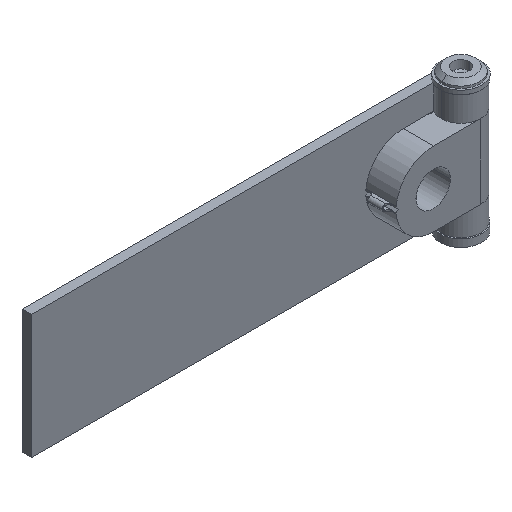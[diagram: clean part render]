
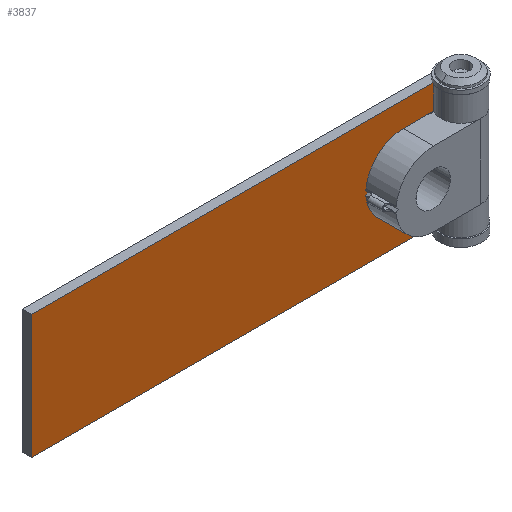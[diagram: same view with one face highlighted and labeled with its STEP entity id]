
A CAD part, isometric view. The second image highlights one B-rep face of the part: STEP entity #3837.
In plain terms, the highlighted planar face has unit normal (0, -1, 0).
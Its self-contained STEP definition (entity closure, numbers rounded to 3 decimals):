
#20 = CIRCLE ( 'NONE', #312, 7.3 ) ;
#34 = CIRCLE ( 'NONE', #3350, 7.3 ) ;
#123 = VECTOR ( 'NONE', #2539, 1000. ) ;
#312 = AXIS2_PLACEMENT_3D ( 'NONE', #1535, #1539, #1540 ) ;
#455 = VECTOR ( 'NONE', #3141, 1000. ) ;
#464 = VECTOR ( 'NONE', #3132, 1000. ) ;
#475 = VECTOR ( 'NONE', #3144, 1000. ) ;
#476 = VECTOR ( 'NONE', #3089, 1000. ) ;
#480 = VECTOR ( 'NONE', #3147, 1000. ) ;
#481 = VECTOR ( 'NONE', #3156, 1000. ) ;
#482 = VECTOR ( 'NONE', #3153, 1000. ) ;
#483 = VECTOR ( 'NONE', #3150, 1000. ) ;
#554 = EDGE_CURVE ( 'NONE', #836, #833, #2537, .T. ) ;
#677 = EDGE_LOOP ( 'NONE', ( #3706, #3705, #3684, #3701, #3716, #3714, #3647, #3648, #3649, #3646, #2242 ) ) ;
#808 = VERTEX_POINT ( 'NONE', #2880 ) ;
#809 = VERTEX_POINT ( 'NONE', #2881 ) ;
#833 = VERTEX_POINT ( 'NONE', #2905 ) ;
#836 = VERTEX_POINT ( 'NONE', #2908 ) ;
#844 = VERTEX_POINT ( 'NONE', #2916 ) ;
#845 = VERTEX_POINT ( 'NONE', #2917 ) ;
#846 = VERTEX_POINT ( 'NONE', #2918 ) ;
#852 = VERTEX_POINT ( 'NONE', #2924 ) ;
#853 = VERTEX_POINT ( 'NONE', #2925 ) ;
#854 = VERTEX_POINT ( 'NONE', #2926 ) ;
#855 = VERTEX_POINT ( 'NONE', #2927 ) ;
#1238 = EDGE_CURVE ( 'NONE', #845, #844, #3087, .T. ) ;
#1252 = EDGE_CURVE ( 'NONE', #855, #846, #3130, .T. ) ;
#1255 = EDGE_CURVE ( 'NONE', #854, #844, #3139, .T. ) ;
#1256 = EDGE_CURVE ( 'NONE', #808, #854, #3142, .T. ) ;
#1257 = EDGE_CURVE ( 'NONE', #855, #845, #3145, .T. ) ;
#1258 = EDGE_CURVE ( 'NONE', #846, #833, #3148, .T. ) ;
#1259 = EDGE_CURVE ( 'NONE', #836, #853, #3151, .T. ) ;
#1260 = EDGE_CURVE ( 'NONE', #853, #852, #3154, .T. ) ;
#1535 = CARTESIAN_POINT ( 'NONE',  ( -11.5, 2.5, 0. ) ) ;
#1539 = DIRECTION ( 'NONE',  ( 0., 1., 0. ) ) ;
#1540 = DIRECTION ( 'NONE',  ( 0., 0., 1. ) ) ;
#1666 = CARTESIAN_POINT ( 'NONE',  ( -11.5, 2.5, 0. ) ) ;
#1679 = DIRECTION ( 'NONE',  ( 0., 1., 0. ) ) ;
#1680 = DIRECTION ( 'NONE',  ( 0., 0., 1. ) ) ;
#1858 = PLANE ( 'NONE',  #3413 ) ;
#1865 = CARTESIAN_POINT ( 'NONE',  ( -101.5, 2.5, 15. ) ) ;
#1866 = DIRECTION ( 'NONE',  ( 0., 1., 0. ) ) ;
#1867 = DIRECTION ( 'NONE',  ( 0., 0., 1. ) ) ;
#2242 = ORIENTED_EDGE ( 'NONE', *, *, #3637, .T. ) ;
#2537 = LINE ( 'NONE', #2538, #123 ) ;
#2538 = CARTESIAN_POINT ( 'NONE',  ( 0., 2.5, 15. ) ) ;
#2539 = DIRECTION ( 'NONE',  ( 0., 0., -1. ) ) ;
#2880 = CARTESIAN_POINT ( 'NONE',  ( -13.023, 2.5, 7.139 ) ) ;
#2881 = CARTESIAN_POINT ( 'NONE',  ( -18.8, 2.5, 0. ) ) ;
#2905 = CARTESIAN_POINT ( 'NONE',  ( 0., 2.5, -15. ) ) ;
#2908 = CARTESIAN_POINT ( 'NONE',  ( 0., 2.5, -9. ) ) ;
#2916 = CARTESIAN_POINT ( 'NONE',  ( 0., 2.5, 9. ) ) ;
#2917 = CARTESIAN_POINT ( 'NONE',  ( 0., 2.5, 15. ) ) ;
#2918 = CARTESIAN_POINT ( 'NONE',  ( -101.5, 2.5, -15. ) ) ;
#2924 = CARTESIAN_POINT ( 'NONE',  ( -13.023, 2.5, -7.139 ) ) ;
#2925 = CARTESIAN_POINT ( 'NONE',  ( -4.3, 2.5, -9. ) ) ;
#2926 = CARTESIAN_POINT ( 'NONE',  ( -4.3, 2.5, 9. ) ) ;
#2927 = CARTESIAN_POINT ( 'NONE',  ( -101.5, 2.5, 15. ) ) ;
#3087 = LINE ( 'NONE', #3088, #476 ) ;
#3088 = CARTESIAN_POINT ( 'NONE',  ( 0., 2.5, 15. ) ) ;
#3089 = DIRECTION ( 'NONE',  ( 0., 0., -1. ) ) ;
#3130 = LINE ( 'NONE', #3131, #464 ) ;
#3131 = CARTESIAN_POINT ( 'NONE',  ( -101.5, 2.5, 15. ) ) ;
#3132 = DIRECTION ( 'NONE',  ( 0., 0., -1. ) ) ;
#3139 = LINE ( 'NONE', #3140, #455 ) ;
#3140 = CARTESIAN_POINT ( 'NONE',  ( -101.5, 2.5, 9. ) ) ;
#3141 = DIRECTION ( 'NONE',  ( 1., 0., 0. ) ) ;
#3142 = LINE ( 'NONE', #3143, #475 ) ;
#3143 = CARTESIAN_POINT ( 'NONE',  ( -96.046, 2.5, -10.57 ) ) ;
#3144 = DIRECTION ( 'NONE',  ( 0.978, 0., 0.209 ) ) ;
#3145 = LINE ( 'NONE', #3146, #480 ) ;
#3146 = CARTESIAN_POINT ( 'NONE',  ( -101.5, 2.5, 15. ) ) ;
#3147 = DIRECTION ( 'NONE',  ( 1., 0., 0. ) ) ;
#3148 = LINE ( 'NONE', #3149, #483 ) ;
#3149 = CARTESIAN_POINT ( 'NONE',  ( -101.5, 2.5, -15. ) ) ;
#3150 = DIRECTION ( 'NONE',  ( 1., 0., 0. ) ) ;
#3151 = LINE ( 'NONE', #3152, #482 ) ;
#3152 = CARTESIAN_POINT ( 'NONE',  ( -101.5, 2.5, -9. ) ) ;
#3153 = DIRECTION ( 'NONE',  ( -1., 0., 0. ) ) ;
#3154 = LINE ( 'NONE', #3155, #481 ) ;
#3155 = CARTESIAN_POINT ( 'NONE',  ( -102.167, 2.5, 11.875 ) ) ;
#3156 = DIRECTION ( 'NONE',  ( -0.978, 0., 0.209 ) ) ;
#3350 = AXIS2_PLACEMENT_3D ( 'NONE', #1666, #1679, #1680 ) ;
#3412 = FACE_OUTER_BOUND ( 'NONE', #677, .T. ) ;
#3413 = AXIS2_PLACEMENT_3D ( 'NONE', #1865, #1866, #1867 ) ;
#3637 = EDGE_CURVE ( 'NONE', #809, #808, #20, .T. ) ;
#3646 = ORIENTED_EDGE ( 'NONE', *, *, #3777, .T. ) ;
#3647 = ORIENTED_EDGE ( 'NONE', *, *, #554, .F. ) ;
#3648 = ORIENTED_EDGE ( 'NONE', *, *, #1259, .T. ) ;
#3649 = ORIENTED_EDGE ( 'NONE', *, *, #1260, .T. ) ;
#3684 = ORIENTED_EDGE ( 'NONE', *, *, #1238, .F. ) ;
#3701 = ORIENTED_EDGE ( 'NONE', *, *, #1257, .F. ) ;
#3705 = ORIENTED_EDGE ( 'NONE', *, *, #1255, .T. ) ;
#3706 = ORIENTED_EDGE ( 'NONE', *, *, #1256, .T. ) ;
#3714 = ORIENTED_EDGE ( 'NONE', *, *, #1258, .T. ) ;
#3716 = ORIENTED_EDGE ( 'NONE', *, *, #1252, .T. ) ;
#3777 = EDGE_CURVE ( 'NONE', #852, #809, #34, .T. ) ;
#3837 = ADVANCED_FACE ( 'NONE', ( #3412 ), #1858, .F. ) ;
